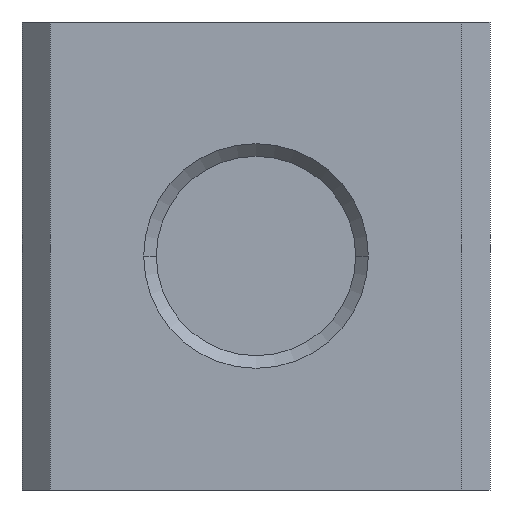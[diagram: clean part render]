
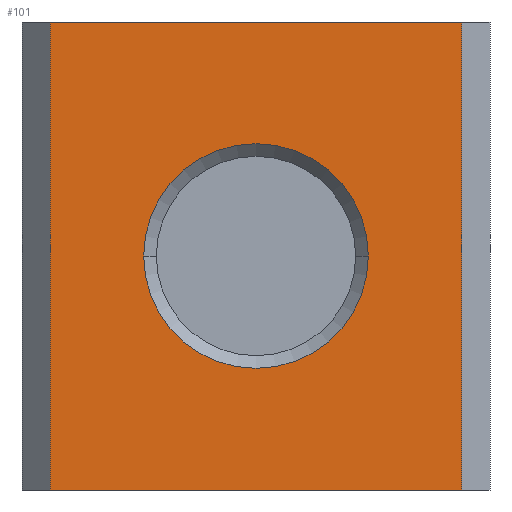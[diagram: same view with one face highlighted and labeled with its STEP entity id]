
A CAD part, front view. The second image highlights one B-rep face of the part: STEP entity #101.
In plain terms, the highlighted planar face has unit normal (0, -1, 0).
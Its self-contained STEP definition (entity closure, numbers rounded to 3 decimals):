
#101=ADVANCED_FACE('',(#211,#212),#213,.F.);
#211=FACE_BOUND('',#336,.T.);
#212=FACE_OUTER_BOUND('',#337,.T.);
#213=PLANE('',#338);
#336=EDGE_LOOP('',(#542,#543));
#337=EDGE_LOOP('',(#544,#545,#546,#547));
#338=AXIS2_PLACEMENT_3D('',#548,#549,#550);
#542=ORIENTED_EDGE('',*,*,#725,.T.);
#543=ORIENTED_EDGE('',*,*,#727,.T.);
#544=ORIENTED_EDGE('',*,*,#735,.T.);
#545=ORIENTED_EDGE('',*,*,#764,.F.);
#546=ORIENTED_EDGE('',*,*,#752,.T.);
#547=ORIENTED_EDGE('',*,*,#743,.F.);
#548=CARTESIAN_POINT('',(0.0,0.0,0.0));
#549=DIRECTION('',(0.0,1.0,0.0));
#550=DIRECTION('',(0.0,0.0,1.0));
#725=EDGE_CURVE('',#850,#852,#854,.T.);
#727=EDGE_CURVE('',#852,#850,#856,.T.);
#735=EDGE_CURVE('',#866,#863,#867,.T.);
#743=EDGE_CURVE('',#866,#878,#879,.T.);
#752=EDGE_CURVE('',#894,#878,#895,.T.);
#764=EDGE_CURVE('',#894,#863,#913,.T.);
#850=VERTEX_POINT('',#1030);
#852=VERTEX_POINT('',#1033);
#854=CIRCLE('',#1036,6.0);
#856=CIRCLE('',#1038,6.0);
#863=VERTEX_POINT('',#1045);
#866=VERTEX_POINT('',#1049);
#867=LINE('',#1050,#1051);
#878=VERTEX_POINT('',#1067);
#879=LINE('',#1068,#1069);
#894=VERTEX_POINT('',#1091);
#895=LINE('',#1092,#1093);
#913=LINE('',#1120,#1121);
#1030=CARTESIAN_POINT('',(-6.0,0.,0.0));
#1033=CARTESIAN_POINT('',(6.0,0.0,0.));
#1036=AXIS2_PLACEMENT_3D('',#1261,#1262,#1263);
#1038=AXIS2_PLACEMENT_3D('',#1264,#1265,#1266);
#1045=CARTESIAN_POINT('',(-11.0,0.,-12.5));
#1049=CARTESIAN_POINT('',(-11.0,0.,12.5));
#1050=CARTESIAN_POINT('',(-11.0,0.,6.75));
#1051=VECTOR('',#1277,1.0);
#1067=CARTESIAN_POINT('',(11.0,0.,12.5));
#1068=CARTESIAN_POINT('',(0.0,0.0,12.5));
#1069=VECTOR('',#1283,1.0);
#1091=CARTESIAN_POINT('',(11.0,0.,-12.5));
#1092=CARTESIAN_POINT('',(11.0,0.,-6.75));
#1093=VECTOR('',#1291,1.0);
#1120=CARTESIAN_POINT('',(0.0,0.0,-12.5));
#1121=VECTOR('',#1301,1.0);
#1261=CARTESIAN_POINT('',(0.0,0.0,0.0));
#1262=DIRECTION('',(0.0,1.0,0.0));
#1263=DIRECTION('',(-1.0,0.0,0.0));
#1264=CARTESIAN_POINT('',(0.0,0.0,0.0));
#1265=DIRECTION('',(0.0,1.0,0.0));
#1266=DIRECTION('',(-1.0,0.0,0.0));
#1277=DIRECTION('',(0.,0.0,-1.0));
#1283=DIRECTION('',(1.0,0.0,0.0));
#1291=DIRECTION('',(0.0,-0.0,1.0));
#1301=DIRECTION('',(-1.0,0.0,0.0));
